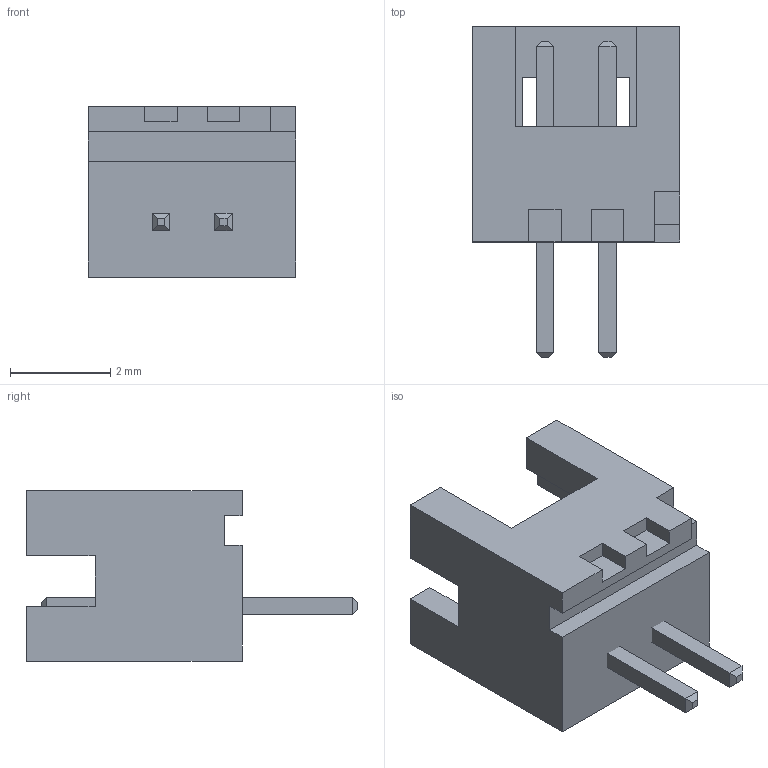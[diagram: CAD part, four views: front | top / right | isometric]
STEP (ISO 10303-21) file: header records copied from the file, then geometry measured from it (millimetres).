
FILE_DESCRIPTION (( 'STEP AP214' ), '1' );
FILE_NAME ('DF13-2P-1.25DSA(50).STEP', '2017-03-22T20:40:23', ( '' ), ( '' ), 'SwSTEP 2.0', 'SolidWorks 2016', '' );
FILE_SCHEMA (( 'AUTOMOTIVE_DESIGN' ));
Length unit declared in the file: millimetre
Products named in the file (1): DF13-2P-1.25DSA(50)
Bounding box: 4.15 x 6.6 x 3.4 mm (x, y, z)
Volume: 27.4 mm3; surface area: 146.4 mm2
Topology: 3 solids, 3 shells, 77 faces, 197 edges, 126 vertices
Faces by surface type: plane 77
Entity records: 2796 total; most frequent: CARTESIAN_POINT 401, ORIENTED_EDGE 394, DIRECTION 353, EDGE_CURVE 197, LINE 197, VECTOR 197, VERTEX_POINT 126, EDGE_LOOP 81
